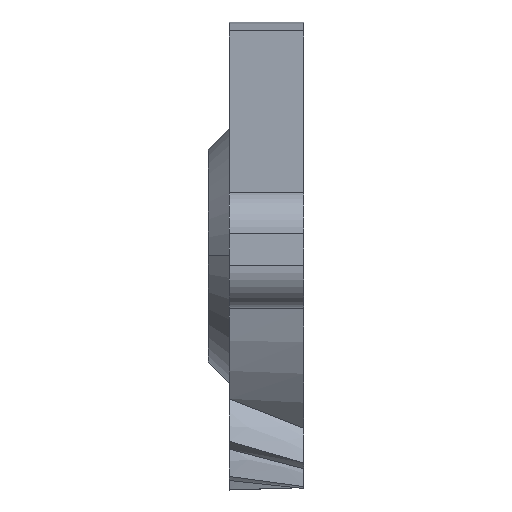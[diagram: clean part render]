
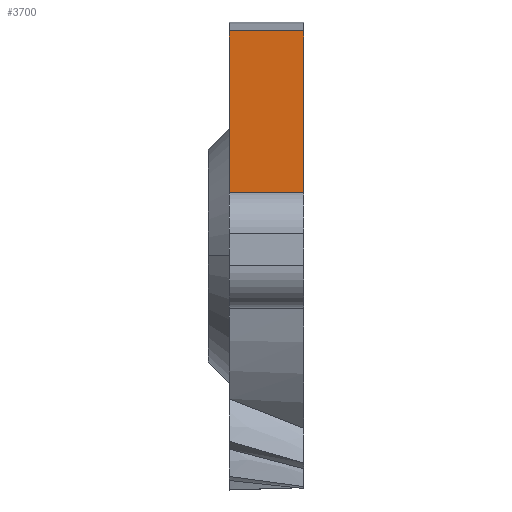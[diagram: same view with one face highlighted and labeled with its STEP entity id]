
A CAD part, top view. The second image highlights one B-rep face of the part: STEP entity #3700.
In plain terms, the highlighted planar face has unit normal (0, 0.961, 0.277).
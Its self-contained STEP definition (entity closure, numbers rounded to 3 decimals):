
#57 = VERTEX_POINT ( 'NONE', #4797 ) ;
#63 = EDGE_LOOP ( 'NONE', ( #2247, #464, #5094, #4254 ) ) ;
#88 = VECTOR ( 'NONE', #1839, 1000. ) ;
#464 = ORIENTED_EDGE ( 'NONE', *, *, #4447, .T. ) ;
#563 = CARTESIAN_POINT ( 'NONE',  ( 7., 21.137, 6.102 ) ) ;
#588 = DIRECTION ( 'NONE',  ( -1., 0., 0. ) ) ;
#1363 = EDGE_CURVE ( 'NONE', #5339, #3953, #1984, .T. ) ;
#1456 = CARTESIAN_POINT ( 'NONE',  ( 0., 5., 62. ) ) ;
#1839 = DIRECTION ( 'NONE',  ( 1., 0., 0. ) ) ;
#1897 = DIRECTION ( 'NONE',  ( 0., -0.277, 0.961 ) ) ;
#1984 = LINE ( 'NONE', #1456, #2803 ) ;
#2247 = ORIENTED_EDGE ( 'NONE', *, *, #1363, .F. ) ;
#2467 = VECTOR ( 'NONE', #588, 1000. ) ;
#2511 = VERTEX_POINT ( 'NONE', #3206 ) ;
#2558 = EDGE_CURVE ( 'NONE', #2511, #57, #3416, .T. ) ;
#2700 = CARTESIAN_POINT ( 'NONE',  ( 7., 5.834, 59.109 ) ) ;
#2803 = VECTOR ( 'NONE', #3982, 1000. ) ;
#3148 = DIRECTION ( 'NONE',  ( 0., 0.961, 0.277 ) ) ;
#3206 = CARTESIAN_POINT ( 'NONE',  ( 7., 5.834, 59.109 ) ) ;
#3363 = DIRECTION ( 'NONE',  ( 0., 0.277, -0.961 ) ) ;
#3416 = LINE ( 'NONE', #3819, #4417 ) ;
#3503 = PLANE ( 'NONE',  #5382 ) ;
#3700 = ADVANCED_FACE ( 'NONE', ( #3954 ), #3503, .T. ) ;
#3819 = CARTESIAN_POINT ( 'NONE',  ( 7., 5., 62. ) ) ;
#3953 = VERTEX_POINT ( 'NONE', #4487 ) ;
#3954 = FACE_OUTER_BOUND ( 'NONE', #63, .T. ) ;
#3982 = DIRECTION ( 'NONE',  ( 0., 0.277, -0.961 ) ) ;
#4254 = ORIENTED_EDGE ( 'NONE', *, *, #5055, .T. ) ;
#4417 = VECTOR ( 'NONE', #3363, 1000. ) ;
#4447 = EDGE_CURVE ( 'NONE', #5339, #2511, #5227, .T. ) ;
#4455 = CARTESIAN_POINT ( 'NONE',  ( 0., 5.834, 59.109 ) ) ;
#4487 = CARTESIAN_POINT ( 'NONE',  ( 0., 21.137, 6.102 ) ) ;
#4797 = CARTESIAN_POINT ( 'NONE',  ( 7., 21.137, 6.102 ) ) ;
#5055 = EDGE_CURVE ( 'NONE', #57, #3953, #5277, .T. ) ;
#5094 = ORIENTED_EDGE ( 'NONE', *, *, #2558, .T. ) ;
#5200 = CARTESIAN_POINT ( 'NONE',  ( 7., 5., 62. ) ) ;
#5227 = LINE ( 'NONE', #2700, #88 ) ;
#5277 = LINE ( 'NONE', #563, #2467 ) ;
#5339 = VERTEX_POINT ( 'NONE', #4455 ) ;
#5382 = AXIS2_PLACEMENT_3D ( 'NONE', #5200, #3148, #1897 ) ;
